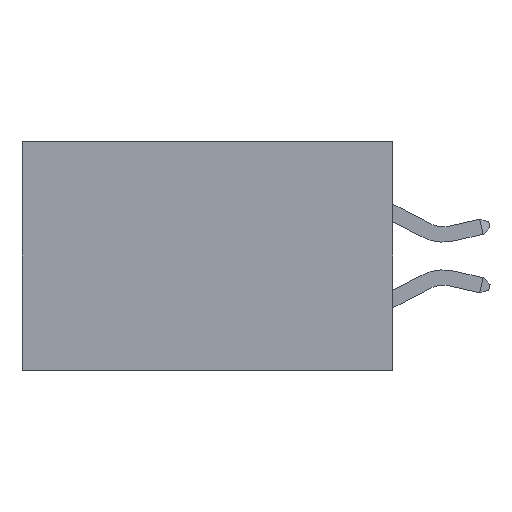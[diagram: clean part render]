
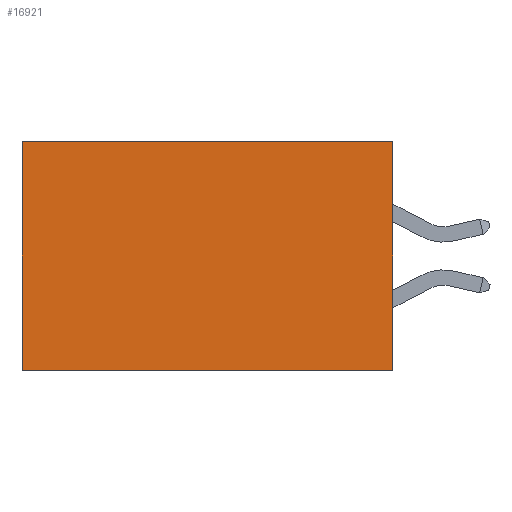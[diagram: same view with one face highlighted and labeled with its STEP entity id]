
A CAD part, left-side view. The second image highlights one B-rep face of the part: STEP entity #16921.
In plain terms, the highlighted planar face has unit normal (-1, 0, 0).
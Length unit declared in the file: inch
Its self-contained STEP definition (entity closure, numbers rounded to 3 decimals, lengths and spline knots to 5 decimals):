
#64 = LINE ( 'NONE', #15313, #13307 ) ;
#120 = FACE_OUTER_BOUND ( 'NONE', #605, .T. ) ;
#605 = EDGE_LOOP ( 'NONE', ( #2049, #789, #10756, #7950 ) ) ;
#789 = ORIENTED_EDGE ( 'NONE', *, *, #1875, .F. ) ;
#827 = CARTESIAN_POINT ( 'NONE',  ( 0.2875, 0., 0. ) ) ;
#1093 = DIRECTION ( 'NONE',  ( 1., 0., 0. ) ) ;
#1201 = LINE ( 'NONE', #4712, #16073 ) ;
#1875 = EDGE_CURVE ( 'NONE', #18456, #7711, #1201, .T. ) ;
#2049 = ORIENTED_EDGE ( 'NONE', *, *, #9759, .T. ) ;
#2762 = DIRECTION ( 'NONE',  ( 0., 0., -1. ) ) ;
#3576 = AXIS2_PLACEMENT_3D ( 'NONE', #14548, #1093, #2762 ) ;
#4210 = PLANE ( 'NONE',  #3576 ) ;
#4225 = DIRECTION ( 'NONE',  ( 0., 0., -1. ) ) ;
#4712 = CARTESIAN_POINT ( 'NONE',  ( 0.2875, 0., -0.37 ) ) ;
#4878 = DIRECTION ( 'NONE',  ( 0., 0., -1. ) ) ;
#6051 = CARTESIAN_POINT ( 'NONE',  ( 0.2875, 0.6, -0.37 ) ) ;
#6131 = DIRECTION ( 'NONE',  ( 0., 1., 0. ) ) ;
#6401 = CARTESIAN_POINT ( 'NONE',  ( 0.2875, 0.6, 0. ) ) ;
#7158 = VECTOR ( 'NONE', #6131, 39.37008 ) ;
#7268 = CARTESIAN_POINT ( 'NONE',  ( 0.2875, 0., 0. ) ) ;
#7711 = VERTEX_POINT ( 'NONE', #6051 ) ;
#7753 = EDGE_CURVE ( 'NONE', #8108, #18456, #16132, .T. ) ;
#7950 = ORIENTED_EDGE ( 'NONE', *, *, #14378, .T. ) ;
#8108 = VERTEX_POINT ( 'NONE', #11310 ) ;
#9759 = EDGE_CURVE ( 'NONE', #14574, #7711, #64, .T. ) ;
#10094 = CARTESIAN_POINT ( 'NONE',  ( 0.2875, 0., -0.37 ) ) ;
#10756 = ORIENTED_EDGE ( 'NONE', *, *, #7753, .F. ) ;
#11310 = CARTESIAN_POINT ( 'NONE',  ( 0.2875, 0., 0. ) ) ;
#13307 = VECTOR ( 'NONE', #4878, 39.37008 ) ;
#13545 = DIRECTION ( 'NONE',  ( 0., 1., 0. ) ) ;
#14378 = EDGE_CURVE ( 'NONE', #8108, #14574, #19059, .T. ) ;
#14548 = CARTESIAN_POINT ( 'NONE',  ( 0.2875, 0., 0. ) ) ;
#14574 = VERTEX_POINT ( 'NONE', #6401 ) ;
#15218 = VECTOR ( 'NONE', #4225, 39.37008 ) ;
#15313 = CARTESIAN_POINT ( 'NONE',  ( 0.2875, 0.6, 0. ) ) ;
#16073 = VECTOR ( 'NONE', #13545, 39.37008 ) ;
#16132 = LINE ( 'NONE', #7268, #15218 ) ;
#16921 = ADVANCED_FACE ( 'NONE', ( #120 ), #4210, .F. ) ;
#18456 = VERTEX_POINT ( 'NONE', #10094 ) ;
#19059 = LINE ( 'NONE', #827, #7158 ) ;
